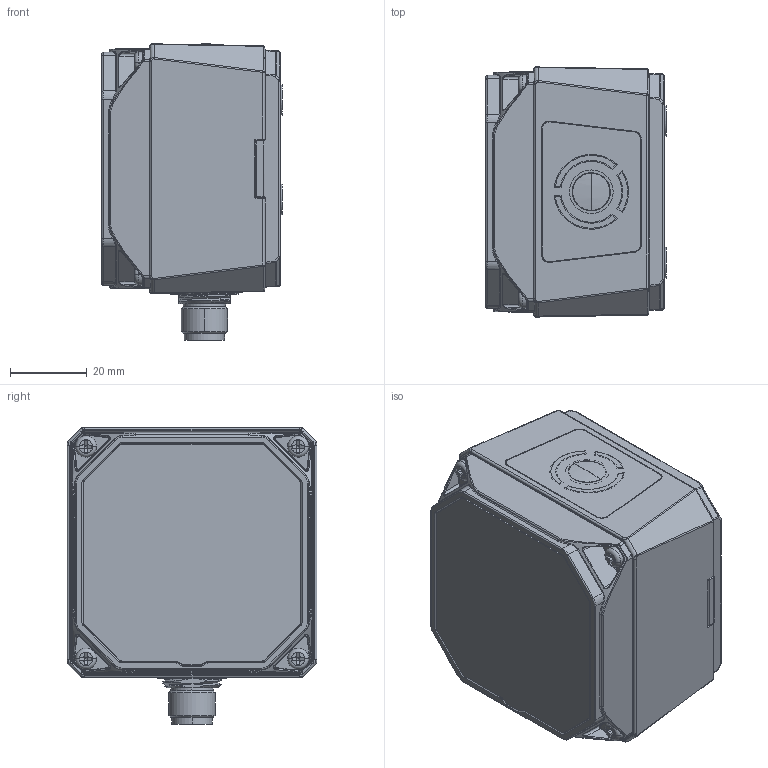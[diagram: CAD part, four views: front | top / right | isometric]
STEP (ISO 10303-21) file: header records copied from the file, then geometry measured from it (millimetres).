
FILE_DESCRIPTION((''),'2;1');
FILE_NAME('V020-ALL-ASM_ASM_ASM','2021-02-24T19:35:05',('fangguihua'),(''),'CREO PARAMETRIC BY PTC INC, 2017260','CREO PARAMETRIC BY PTC INC, 2017260','');
FILE_SCHEMA(('CONFIG_CONTROL_DESIGN'));
Products named in the file (1): V020-ALL-ASM_ASM_ASM
Bounding box: 47 x 65.18 x 77.44 mm (x, y, z)
Volume: 5162.2 mm3; surface area: 47147.1 mm2
Topology: 31 solids, 59 shells, 2078 faces, 5297 edges, 3359 vertices
Faces by surface type: cylinder 817, plane 716, bspline 213, cone 167, torus 123, sphere 36, extrusion 6
Entity records: 84872 total; most frequent: CARTESIAN_POINT 35876, ORIENTED_EDGE 10296, DIRECTION 9945, EDGE_CURVE 5257, AXIS2_PLACEMENT_3D 3800, VERTEX_POINT 3359, VECTOR 2345, LINE 2339
